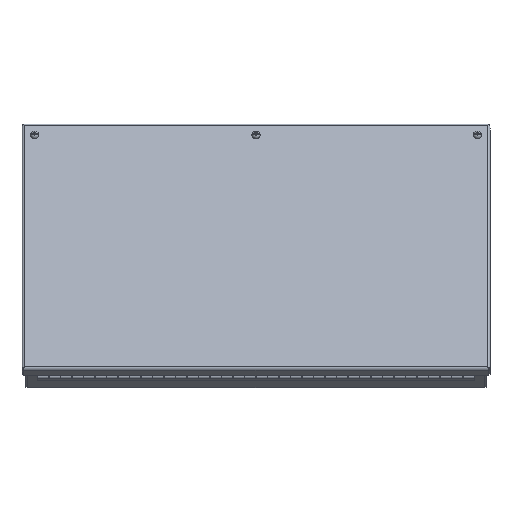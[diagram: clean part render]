
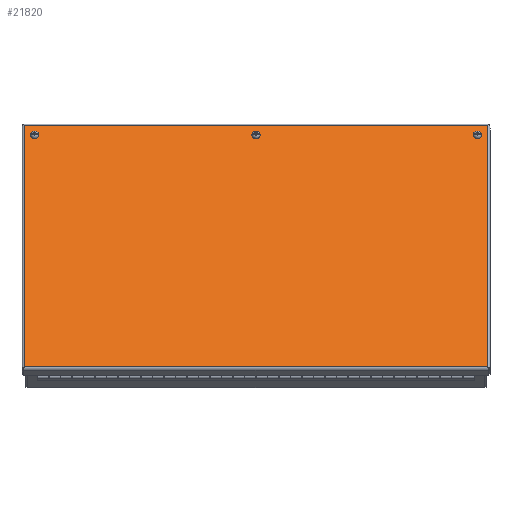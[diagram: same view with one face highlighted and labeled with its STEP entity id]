
A CAD part, front view. The second image highlights one B-rep face of the part: STEP entity #21820.
In plain terms, the highlighted planar face has unit normal (0, -0.866, 0.5).
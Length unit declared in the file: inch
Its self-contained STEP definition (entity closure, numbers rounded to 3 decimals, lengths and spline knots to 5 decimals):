
#12 = ORIENTED_EDGE ( 'NONE', *, *, #16381, .T. ) ;
#35 = DIRECTION ( 'NONE',  ( 0., 0.5, 0.866 ) ) ;
#38 = ORIENTED_EDGE ( 'NONE', *, *, #6779, .T. ) ;
#211 = FACE_BOUND ( 'NONE', #2068, .T. ) ;
#386 = ORIENTED_EDGE ( 'NONE', *, *, #15595, .T. ) ;
#409 = CARTESIAN_POINT ( 'NONE',  ( 10.0635, -9.41325, 0.81935 ) ) ;
#850 = VECTOR ( 'NONE', #35, 39.37008 ) ;
#1554 = ORIENTED_EDGE ( 'NONE', *, *, #22318, .T. ) ;
#1632 = DIRECTION ( 'NONE',  ( 0., 0.866, -0.5 ) ) ;
#1669 = EDGE_LOOP ( 'NONE', ( #11001, #16545, #17003, #12992 ) ) ;
#1815 = CARTESIAN_POINT ( 'NONE',  ( -10.0635, -3.29575, 11.41517 ) ) ;
#1865 = CARTESIAN_POINT ( 'NONE',  ( 10.0635, -9.35925, 0.91288 ) ) ;
#2068 = EDGE_LOOP ( 'NONE', ( #12, #38 ) ) ;
#2717 = CIRCLE ( 'NONE', #19414, 0.125 ) ;
#2946 = VERTEX_POINT ( 'NONE', #22436 ) ;
#3282 = DIRECTION ( 'NONE',  ( 0., 0.5, 0.866 ) ) ;
#4027 = DIRECTION ( 'NONE',  ( -1., 0., 0. ) ) ;
#4361 = AXIS2_PLACEMENT_3D ( 'NONE', #15520, #22864, #3282 ) ;
#4446 = VERTEX_POINT ( 'NONE', #7355 ) ;
#4730 = CARTESIAN_POINT ( 'NONE',  ( 9.625, -3.53875, 10.99428 ) ) ;
#4960 = AXIS2_PLACEMENT_3D ( 'NONE', #19911, #1632, #21453 ) ;
#5239 = LINE ( 'NONE', #10710, #14941 ) ;
#5300 = DIRECTION ( 'NONE',  ( 0., 0.5, 0.866 ) ) ;
#5454 = CARTESIAN_POINT ( 'NONE',  ( -10.0635, -9.35925, 0.91288 ) ) ;
#5456 = DIRECTION ( 'NONE',  ( 0., 0.5, 0.866 ) ) ;
#5571 = CARTESIAN_POINT ( 'NONE',  ( 0., -3.53875, 10.99428 ) ) ;
#5666 = DIRECTION ( 'NONE',  ( 0., 0.5, 0.866 ) ) ;
#5672 = CARTESIAN_POINT ( 'NONE',  ( -9.625, -3.47625, 11.10253 ) ) ;
#6101 = CIRCLE ( 'NONE', #17482, 0.125 ) ;
#6327 = AXIS2_PLACEMENT_3D ( 'NONE', #18357, #12678, #5300 ) ;
#6704 = CIRCLE ( 'NONE', #19566, 0.125 ) ;
#6779 = EDGE_CURVE ( 'NONE', #4446, #2946, #2717, .T. ) ;
#6891 = VERTEX_POINT ( 'NONE', #12443 ) ;
#6981 = FACE_BOUND ( 'NONE', #7022, .T. ) ;
#7022 = EDGE_LOOP ( 'NONE', ( #9903, #1554 ) ) ;
#7355 = CARTESIAN_POINT ( 'NONE',  ( 0., -3.60125, 10.88603 ) ) ;
#7410 = VERTEX_POINT ( 'NONE', #20235 ) ;
#7766 = CIRCLE ( 'NONE', #4361, 0.125 ) ;
#8099 = CARTESIAN_POINT ( 'NONE',  ( -9.625, -3.53875, 10.99428 ) ) ;
#8177 = EDGE_CURVE ( 'NONE', #18407, #18083, #19822, .T. ) ;
#8789 = EDGE_CURVE ( 'NONE', #18083, #17696, #19622, .T. ) ;
#9764 = CARTESIAN_POINT ( 'NONE',  ( -9.625, -3.60125, 10.88603 ) ) ;
#9903 = ORIENTED_EDGE ( 'NONE', *, *, #23402, .T. ) ;
#10665 = DIRECTION ( 'NONE',  ( 0., 0.866, -0.5 ) ) ;
#10710 = CARTESIAN_POINT ( 'NONE',  ( 10.1715, -3.29575, 11.41517 ) ) ;
#11001 = ORIENTED_EDGE ( 'NONE', *, *, #8789, .F. ) ;
#11070 = VERTEX_POINT ( 'NONE', #9764 ) ;
#11105 = ORIENTED_EDGE ( 'NONE', *, *, #21744, .T. ) ;
#12443 = CARTESIAN_POINT ( 'NONE',  ( 9.625, -3.60125, 10.88603 ) ) ;
#12505 = EDGE_CURVE ( 'NONE', #17696, #15785, #5239, .T. ) ;
#12678 = DIRECTION ( 'NONE',  ( 0., 0.866, -0.5 ) ) ;
#12942 = DIRECTION ( 'NONE',  ( 0., 0.866, -0.5 ) ) ;
#12992 = ORIENTED_EDGE ( 'NONE', *, *, #12505, .F. ) ;
#13062 = CARTESIAN_POINT ( 'NONE',  ( 10.1715, -9.35925, 0.91288 ) ) ;
#14235 = FACE_OUTER_BOUND ( 'NONE', #1669, .T. ) ;
#14582 = FACE_BOUND ( 'NONE', #23298, .T. ) ;
#14941 = VECTOR ( 'NONE', #17935, 39.37008 ) ;
#14983 = DIRECTION ( 'NONE',  ( 0., 0.5, 0.866 ) ) ;
#15104 = DIRECTION ( 'NONE',  ( 0., 0.5, 0.866 ) ) ;
#15136 = DIRECTION ( 'NONE',  ( 0., -0.5, -0.866 ) ) ;
#15282 = CARTESIAN_POINT ( 'NONE',  ( 10.0635, -3.29575, 11.41517 ) ) ;
#15520 = CARTESIAN_POINT ( 'NONE',  ( -9.625, -3.53875, 10.99428 ) ) ;
#15595 = EDGE_CURVE ( 'NONE', #6891, #7410, #18453, .T. ) ;
#15785 = VERTEX_POINT ( 'NONE', #15282 ) ;
#16371 = VECTOR ( 'NONE', #4027, 39.37008 ) ;
#16381 = EDGE_CURVE ( 'NONE', #2946, #4446, #6704, .T. ) ;
#16545 = ORIENTED_EDGE ( 'NONE', *, *, #8177, .F. ) ;
#16673 = LINE ( 'NONE', #409, #23054 ) ;
#17003 = ORIENTED_EDGE ( 'NONE', *, *, #18964, .F. ) ;
#17429 = CARTESIAN_POINT ( 'NONE',  ( 0., -3.53875, 10.99428 ) ) ;
#17482 = AXIS2_PLACEMENT_3D ( 'NONE', #4730, #10665, #5666 ) ;
#17517 = AXIS2_PLACEMENT_3D ( 'NONE', #8099, #20792, #14983 ) ;
#17696 = VERTEX_POINT ( 'NONE', #1815 ) ;
#17730 = CARTESIAN_POINT ( 'NONE',  ( -10.0635, -9.41325, 0.81935 ) ) ;
#17935 = DIRECTION ( 'NONE',  ( 1., 0., 0. ) ) ;
#18083 = VERTEX_POINT ( 'NONE', #5454 ) ;
#18357 = CARTESIAN_POINT ( 'NONE',  ( 9.625, -3.53875, 10.99428 ) ) ;
#18407 = VERTEX_POINT ( 'NONE', #1865 ) ;
#18453 = CIRCLE ( 'NONE', #6327, 0.125 ) ;
#18964 = EDGE_CURVE ( 'NONE', #15785, #18407, #16673, .T. ) ;
#19414 = AXIS2_PLACEMENT_3D ( 'NONE', #17429, #22884, #15104 ) ;
#19566 = AXIS2_PLACEMENT_3D ( 'NONE', #5571, #12942, #5456 ) ;
#19622 = LINE ( 'NONE', #17730, #850 ) ;
#19779 = CIRCLE ( 'NONE', #17517, 0.125 ) ;
#19822 = LINE ( 'NONE', #13062, #16371 ) ;
#19911 = CARTESIAN_POINT ( 'NONE',  ( 10.1715, -9.41325, 0.81935 ) ) ;
#20235 = CARTESIAN_POINT ( 'NONE',  ( 9.625, -3.47625, 11.10253 ) ) ;
#20792 = DIRECTION ( 'NONE',  ( 0., 0.866, -0.5 ) ) ;
#21378 = VERTEX_POINT ( 'NONE', #5672 ) ;
#21453 = DIRECTION ( 'NONE',  ( 0., -0.5, -0.866 ) ) ;
#21744 = EDGE_CURVE ( 'NONE', #7410, #6891, #6101, .T. ) ;
#21807 = PLANE ( 'NONE',  #4960 ) ;
#21820 = ADVANCED_FACE ( 'NONE', ( #6981, #14582, #14235, #211 ), #21807, .F. ) ;
#22318 = EDGE_CURVE ( 'NONE', #11070, #21378, #19779, .T. ) ;
#22436 = CARTESIAN_POINT ( 'NONE',  ( 0., -3.47625, 11.10253 ) ) ;
#22864 = DIRECTION ( 'NONE',  ( 0., 0.866, -0.5 ) ) ;
#22884 = DIRECTION ( 'NONE',  ( 0., 0.866, -0.5 ) ) ;
#23054 = VECTOR ( 'NONE', #15136, 39.37008 ) ;
#23298 = EDGE_LOOP ( 'NONE', ( #11105, #386 ) ) ;
#23402 = EDGE_CURVE ( 'NONE', #21378, #11070, #7766, .T. ) ;
